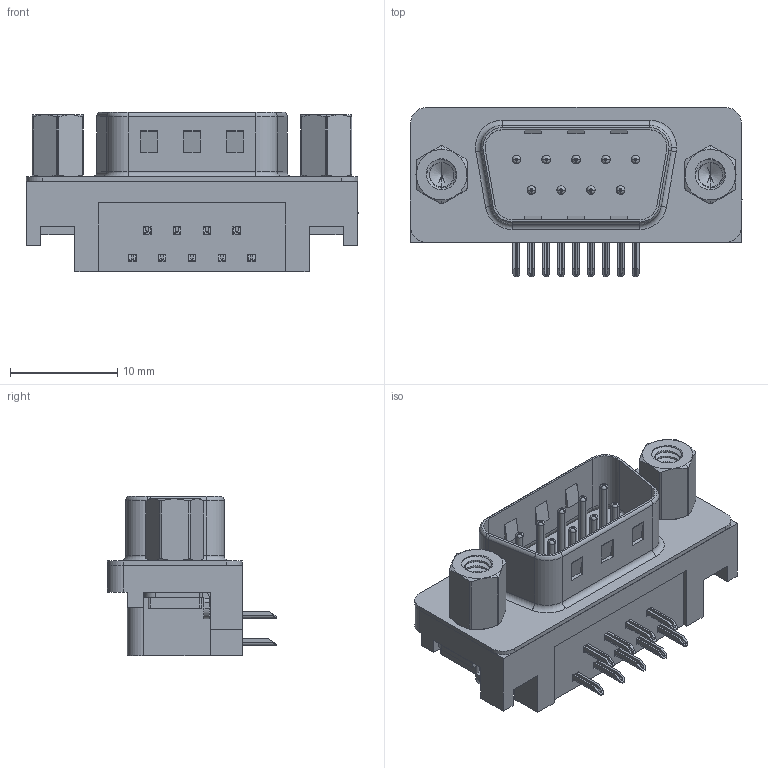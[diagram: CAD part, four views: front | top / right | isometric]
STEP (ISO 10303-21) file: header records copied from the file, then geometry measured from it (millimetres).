
FILE_DESCRIPTION (( 'STEP AP203' ), '1' );
FILE_NAME ('623-009-661-503.STEP', '2018-11-06T12:10:44', ( '' ), ( '' ), 'SwSTEP 2.0', 'SolidWorks 2016', '' );
FILE_SCHEMA (( 'CONFIG_CONTROL_DESIGN' ));
Length unit declared in the file: millimetre
Products named in the file (8): 623-009-661-503; 623 Housing_9 Socket; 623 Shell_9 Socket; 623 Contact Bottom; 623 Contact Top; 623 Non Board Mount; 623 4-40 Threaded Rivet; 623 4-40 Hex Standoff 5
Assembly tree (17 placements, depth 2):
  623-009-661-503
    623 Housing_9 Socket
    623 Shell_9 Socket
    623 Contact Bottom  x4
    623 Contact Top  x5
    623 Non Board Mount  x2
    623 4-40 Threaded Rivet  x2
    623 4-40 Hex Standoff 5  x2
Bounding box: 30.89 x 15.73 x 14.8 mm (x, y, z)
Volume: 2675.7 mm3; surface area: 4246.4 mm2
Topology: 17 solids, 17 shells, 1105 faces, 2779 edges, 1737 vertices
Faces by surface type: plane 595, cylinder 373, torus 85, cone 34, bspline 18
Entity records: 20550 total; most frequent: CARTESIAN_POINT 7242, ORIENTED_EDGE 2552, DIRECTION 2550, EDGE_CURVE 1276, AXIS2_PLACEMENT_3D 889, VERTEX_POINT 813, LINE 772, VECTOR 772
